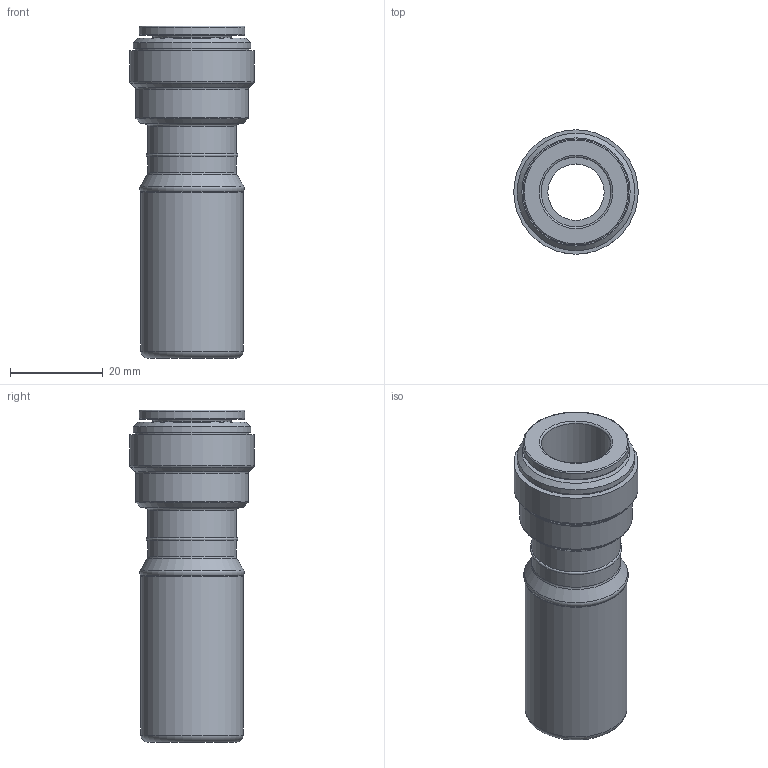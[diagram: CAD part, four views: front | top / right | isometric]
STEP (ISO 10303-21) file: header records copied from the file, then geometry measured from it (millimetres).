
FILE_DESCRIPTION(/* description */ ('STEP AP214'),/* implementation_level */ '2;1');
FILE_NAME(/* name */ '177703_CQ-22H-15',/* time_stamp */ '2024-08-08T14:31:08+02:00',/* author */ ('License CC BY-ND 4.0'),/* organization */ ('CADENAS'),/* preprocessor_version */ 'ST-DEVELOPER v19.3',/* originating_system */ 'PARTsolutions',/* authorisation */ ' ');
FILE_SCHEMA (('AUTOMOTIVE_DESIGN {1 0 10303 214 3 1 1}'));
Length unit declared in the file: millimetre
Products named in the file (1): 177703 CQ-22H-15
Bounding box: 26.8 x 26.8 x 71.5 mm (x, y, z)
Volume: 15135.3 mm3; surface area: 9522.9 mm2
Topology: 1 solids, 1 shells, 39 faces, 71 edges, 40 vertices
Faces by surface type: torus 14, cylinder 11, plane 8, cone 6
Full cylindrical faces by diameter (mm): 12.15 x1, 15 x1, 16.86 x1, 19.1 x2, 22 x1, 22.8 x1, 24.3 x1, 24.5 x1, 25.3 x1, 26.8 x1
Entity records: 818 total; most frequent: DIRECTION 158, CARTESIAN_POINT 118, AXIS2_PLACEMENT_3D 79, ORIENTED_EDGE 78, EDGE_LOOP 78, FACE_BOUND 78, EDGE_CURVE 39, VERTEX_POINT 39
